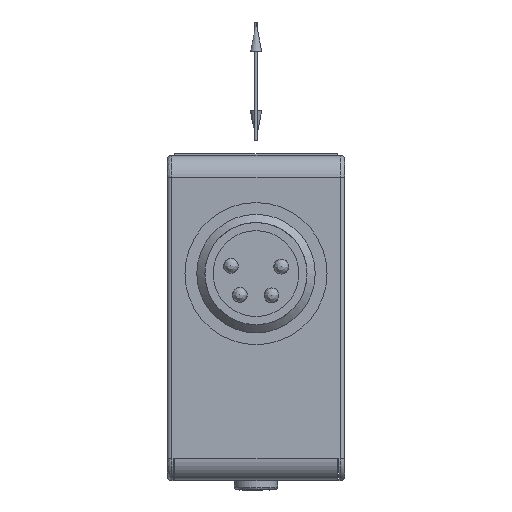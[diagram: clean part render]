
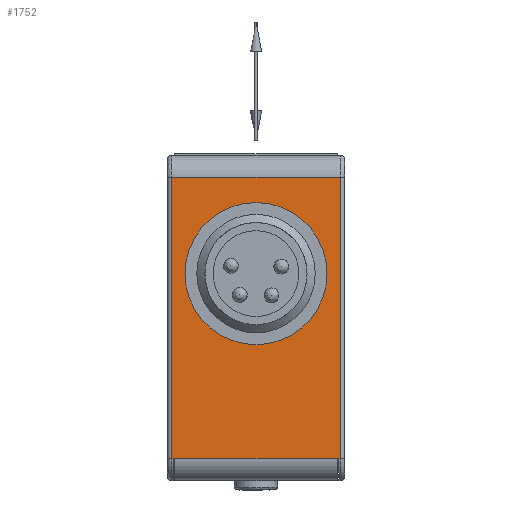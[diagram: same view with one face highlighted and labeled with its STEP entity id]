
A CAD part, left-side view. The second image highlights one B-rep face of the part: STEP entity #1752.
In plain terms, the highlighted planar face has unit normal (-1, 0, 0).
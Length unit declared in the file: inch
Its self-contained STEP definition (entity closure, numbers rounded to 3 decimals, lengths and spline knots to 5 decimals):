
#7 = VECTOR ( 'NONE', #4609, 39.37008 ) ;
#142 = CARTESIAN_POINT ( 'NONE',  ( -0.62992, 0.22047, -0.49213 ) ) ;
#176 = DIRECTION ( 'NONE',  ( 0., 1., 0. ) ) ;
#292 = VERTEX_POINT ( 'NONE', #996 ) ;
#310 = VECTOR ( 'NONE', #5612, 39.37008 ) ;
#423 = VERTEX_POINT ( 'NONE', #2697 ) ;
#446 = CARTESIAN_POINT ( 'NONE',  ( -0.62992, 0.22441, 0.31496 ) ) ;
#653 = VERTEX_POINT ( 'NONE', #2144 ) ;
#852 = LINE ( 'NONE', #5206, #310 ) ;
#888 = CARTESIAN_POINT ( 'NONE',  ( -0.62992, 0.22441, -0.49213 ) ) ;
#918 = LINE ( 'NONE', #4218, #4038 ) ;
#938 = CARTESIAN_POINT ( 'NONE',  ( -0.62992, -0.21654, -0.49213 ) ) ;
#940 = LINE ( 'NONE', #2834, #2454 ) ;
#951 = CARTESIAN_POINT ( 'NONE',  ( -0.62992, -0.22441, -0.49213 ) ) ;
#970 = LINE ( 'NONE', #5104, #1687 ) ;
#996 = CARTESIAN_POINT ( 'NONE',  ( -0.62992, -0.22047, -0.49213 ) ) ;
#1034 = DIRECTION ( 'NONE',  ( 0., 0., -1. ) ) ;
#1047 = LINE ( 'NONE', #3888, #2847 ) ;
#1217 = VERTEX_POINT ( 'NONE', #938 ) ;
#1430 = DIRECTION ( 'NONE',  ( 0., 1., 0. ) ) ;
#1687 = VECTOR ( 'NONE', #1430, 39.37008 ) ;
#1752 = ADVANCED_FACE ( 'NONE', ( #2527, #2496 ), #2985, .F. ) ;
#2103 = CARTESIAN_POINT ( 'NONE',  ( -0.62992, 0., 0. ) ) ;
#2144 = CARTESIAN_POINT ( 'NONE',  ( -0.62992, 0., 0.15748 ) ) ;
#2148 = ORIENTED_EDGE ( 'NONE', *, *, #3150, .F. ) ;
#2161 = DIRECTION ( 'NONE',  ( -1., 0., 0. ) ) ;
#2258 = ORIENTED_EDGE ( 'NONE', *, *, #2768, .F. ) ;
#2354 = CARTESIAN_POINT ( 'NONE',  ( -0.62992, 0.22441, 0.25591 ) ) ;
#2400 = DIRECTION ( 'NONE',  ( 0., 1., 0. ) ) ;
#2404 = EDGE_LOOP ( 'NONE', ( #2148, #3919, #5024, #5920, #2258, #4543, #4787, #3196 ) ) ;
#2432 = DIRECTION ( 'NONE',  ( 1., 0., 0. ) ) ;
#2452 = AXIS2_PLACEMENT_3D ( 'NONE', #2103, #2161, #5422 ) ;
#2454 = VECTOR ( 'NONE', #5569, 39.37008 ) ;
#2459 = CARTESIAN_POINT ( 'NONE',  ( -0.62992, -0.23622, -0.49213 ) ) ;
#2496 = FACE_OUTER_BOUND ( 'NONE', #2404, .T. ) ;
#2527 = FACE_BOUND ( 'NONE', #3316, .T. ) ;
#2650 = CARTESIAN_POINT ( 'NONE',  ( -0.62992, 0.21654, -0.49213 ) ) ;
#2697 = CARTESIAN_POINT ( 'NONE',  ( -0.62992, -0.22441, 0.25591 ) ) ;
#2768 = EDGE_CURVE ( 'NONE', #5907, #5077, #852, .T. ) ;
#2815 = EDGE_CURVE ( 'NONE', #1217, #5907, #918, .T. ) ;
#2834 = CARTESIAN_POINT ( 'NONE',  ( -0.62992, -0.22441, 0. ) ) ;
#2847 = VECTOR ( 'NONE', #176, 39.37008 ) ;
#2985 = PLANE ( 'NONE',  #3571 ) ;
#3071 = EDGE_CURVE ( 'NONE', #292, #1217, #970, .T. ) ;
#3150 = EDGE_CURVE ( 'NONE', #423, #3931, #940, .T. ) ;
#3196 = ORIENTED_EDGE ( 'NONE', *, *, #3259, .F. ) ;
#3259 = EDGE_CURVE ( 'NONE', #3931, #292, #3323, .T. ) ;
#3316 = EDGE_LOOP ( 'NONE', ( #5066 ) ) ;
#3323 = LINE ( 'NONE', #2459, #5901 ) ;
#3388 = VECTOR ( 'NONE', #5699, 39.37008 ) ;
#3453 = CARTESIAN_POINT ( 'NONE',  ( -0.62992, -0.23622, 0.31496 ) ) ;
#3571 = AXIS2_PLACEMENT_3D ( 'NONE', #3453, #2432, #1034 ) ;
#3888 = CARTESIAN_POINT ( 'NONE',  ( -0.62992, -0.23622, -0.49213 ) ) ;
#3901 = EDGE_CURVE ( 'NONE', #5580, #423, #5671, .T. ) ;
#3919 = ORIENTED_EDGE ( 'NONE', *, *, #3901, .F. ) ;
#3931 = VERTEX_POINT ( 'NONE', #951 ) ;
#4038 = VECTOR ( 'NONE', #4189, 39.37008 ) ;
#4143 = EDGE_CURVE ( 'NONE', #5602, #5580, #4704, .T. ) ;
#4189 = DIRECTION ( 'NONE',  ( 0., 1., 0. ) ) ;
#4218 = CARTESIAN_POINT ( 'NONE',  ( -0.62992, -0.23622, -0.49213 ) ) ;
#4543 = ORIENTED_EDGE ( 'NONE', *, *, #2815, .F. ) ;
#4609 = DIRECTION ( 'NONE',  ( 0., 0., 1. ) ) ;
#4704 = LINE ( 'NONE', #446, #7 ) ;
#4787 = ORIENTED_EDGE ( 'NONE', *, *, #3071, .F. ) ;
#5024 = ORIENTED_EDGE ( 'NONE', *, *, #4143, .F. ) ;
#5066 = ORIENTED_EDGE ( 'NONE', *, *, #5432, .F. ) ;
#5077 = VERTEX_POINT ( 'NONE', #142 ) ;
#5104 = CARTESIAN_POINT ( 'NONE',  ( -0.62992, -0.23622, -0.49213 ) ) ;
#5206 = CARTESIAN_POINT ( 'NONE',  ( -0.62992, -0.23622, -0.49213 ) ) ;
#5318 = EDGE_CURVE ( 'NONE', #5077, #5602, #1047, .T. ) ;
#5422 = DIRECTION ( 'NONE',  ( 0., 0., 1. ) ) ;
#5432 = EDGE_CURVE ( 'NONE', #653, #653, #5883, .T. ) ;
#5569 = DIRECTION ( 'NONE',  ( 0., 0., -1. ) ) ;
#5580 = VERTEX_POINT ( 'NONE', #2354 ) ;
#5602 = VERTEX_POINT ( 'NONE', #888 ) ;
#5612 = DIRECTION ( 'NONE',  ( 0., 1., 0. ) ) ;
#5671 = LINE ( 'NONE', #6038, #3388 ) ;
#5699 = DIRECTION ( 'NONE',  ( 0., -1., 0. ) ) ;
#5883 = CIRCLE ( 'NONE', #2452, 0.15748 ) ;
#5901 = VECTOR ( 'NONE', #2400, 39.37008 ) ;
#5907 = VERTEX_POINT ( 'NONE', #2650 ) ;
#5920 = ORIENTED_EDGE ( 'NONE', *, *, #5318, .F. ) ;
#6038 = CARTESIAN_POINT ( 'NONE',  ( -0.62992, -0.23622, 0.25591 ) ) ;
